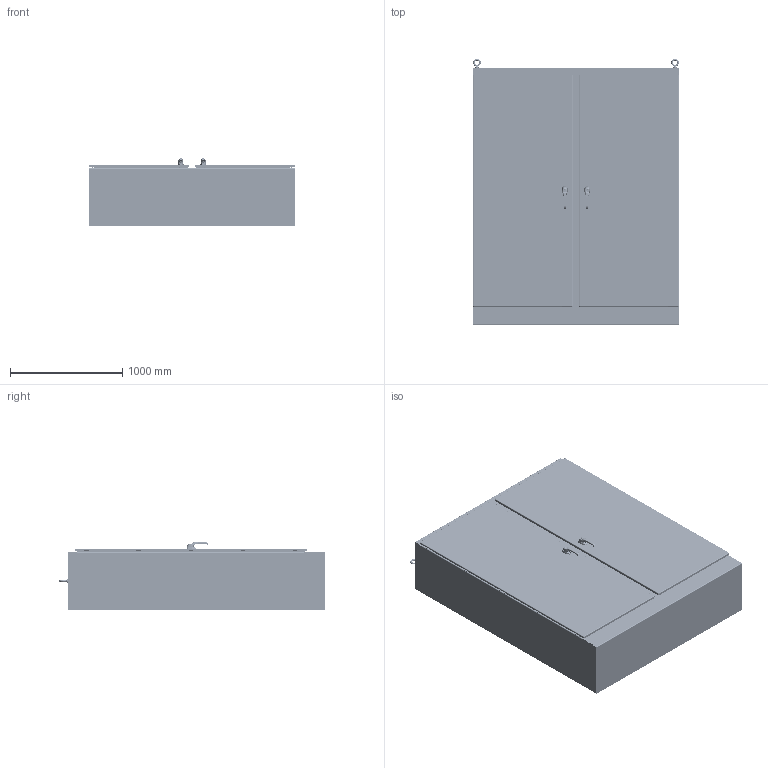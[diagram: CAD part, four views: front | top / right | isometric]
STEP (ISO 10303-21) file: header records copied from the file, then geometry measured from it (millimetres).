
FILE_DESCRIPTION(/* description */ ('ENCL., WRD, 2 DOOR, CS, NEMA4/IP66, 90X72X20'),/* implementation_level */ '2;1');
FILE_NAME(/* name */ 'WRD907220FSD4.stp',/* time_stamp */ '2021-03-22T16:15:34-05:00',/* author */ ('dnichola'),/* organization */ (''),/* preprocessor_version */ 'ST-DEVELOPER v18.1',/* originating_system */ 'Autodesk Inventor 2020',/* authorisation */ '');
FILE_SCHEMA (('AUTOMOTIVE_DESIGN { 1 0 10303 214 3 1 1 }'));
Products named in the file (53): WRD907220FSD4; 349132; 3062; 316298; HFW3025; WRD7220FSD4BTM; WRD907220FSD4BT; WRD9072FSD4LDR; WRD9072FSD4RDR; HFW328201KN; HFW328201HR; HFW328201PIN; HFW328201POMCLIP; HFW328202; 32450; 30221; LARGE_DOOR_ROD_ASSM-37031; HFW31712; 1091-903_AF0; 1091-903_AF0_1; 1091-903_AF0_2; PLASTIC-ROLLER-CAM_AF0_ASM; PLASTIC-ROLLER-CAM_AF1; 7379-M6-8X25_AF0; LOCK-NUT_AF0; SUPPORT-ROLL_AF0; 1091-BR11_AF0; 37031; ANSI B18.6.3 - 3/8-16 UNC - 1.75; HFW3762; 31215; 3862; HFW303132; HFW303131; WRD90FSD4MLR; WRD90FSD4RML; HFW316407_COMPRESSED; 12017; FUN00102; WRD9072FSD4FIP ...
Assembly tree (177 placements, depth 5):
  WRD907220FSD4
    38846  x8
    349132  x2
    3062  x2
    316298  x2
    HFW3025  x2
    WRD7220FSD4BTM
    WRD907220FSD4BT
    WRD9072FSD4LDR
    WRD9072FSD4RDR
    32450  x2
    HFW328201KN  x10
    HFW328201HR  x10
    HFW328201PIN  x10
    HFW328201POMCLIP  x10
    HFW372218  x20
    HFW390108  x20
    HFW328202  x10
    30221  x8
    LARGE_DOOR_ROD_ASSM-37031  x2
      HFW31712
        1091-903_AF0
          1091-903_AF0_1
          1091-903_AF0_2
        PLASTIC-ROLLER-CAM_AF0_ASM
          PLASTIC-ROLLER-CAM_AF1
          7379-M6-8X25_AF0
          LOCK-NUT_AF0
        SUPPORT-ROLL_AF0
        1091-BR11_AF0
      37031
      ANSI B18.6.3 - 3/8-16 UNC - 1.75
      HFW3762
      31215
      3862
    HFW303132  x2
    HFW303131  x2
    WRD90FSD4MLR
    WRD90FSD4RML
    HFW316407_COMPRESSED  x2
    12017  x2
    FUN00102  x8
    WRD9072FSD4FIP  x2
    WRD9020FSD4RS
    WRD9020FSD4LS
    HFW312002  x4
      CP10184202R01_Standard
        CP10184202R01_Deep Recess
        CP10184202R03 MODIFY
      CP10184202R02
      CP10184202R04
        _22030_0932_Spring_Plunger__1_b_2
        _22030_0932_Spring_Plunger__1_a_4
Bounding box: 1832.18 x 2368.48 x 599.89 mm (x, y, z)
Volume: 41971000.5 mm3; surface area: 30473158.7 mm2
Topology: 198 solids, 3160 shells, 9138 faces, 29890 edges, 24120 vertices
Faces by surface type: plane 3426, cylinder 3154, bspline 1036, torus 664, cone 602, sphere 256
Full cylindrical faces by diameter (mm): 1.5 x4, 3.5 x4, 3.9 x2, 3.969 x8, 4.2 x4, 4.5 x4, 4.632 x220, 4.773 x4, 4.953 x20, 5 x10, 5.08 x20, 5.105 x64, 5.16 x40, 6 x6, 6.075 x56, 6.128 x4, 6.172 x4, 6.35 x292, 6.41 x4, 6.535 x32, 6.756 x28, 7.137 x6, 7.144 x4, 7.48 x20, 7.938 x4, 8 x2, 8.153 x4, 8.2 x2, 8.56 x8, 8.7 x4
Entity records: 208467 total; most frequent: CARTESIAN_POINT 111495, DIRECTION 17979, ORIENTED_EDGE 14474, EDGE_CURVE 10609, VERTEX_POINT 9190, AXIS2_PLACEMENT_3D 6586, LINE 4807, VECTOR 4807
